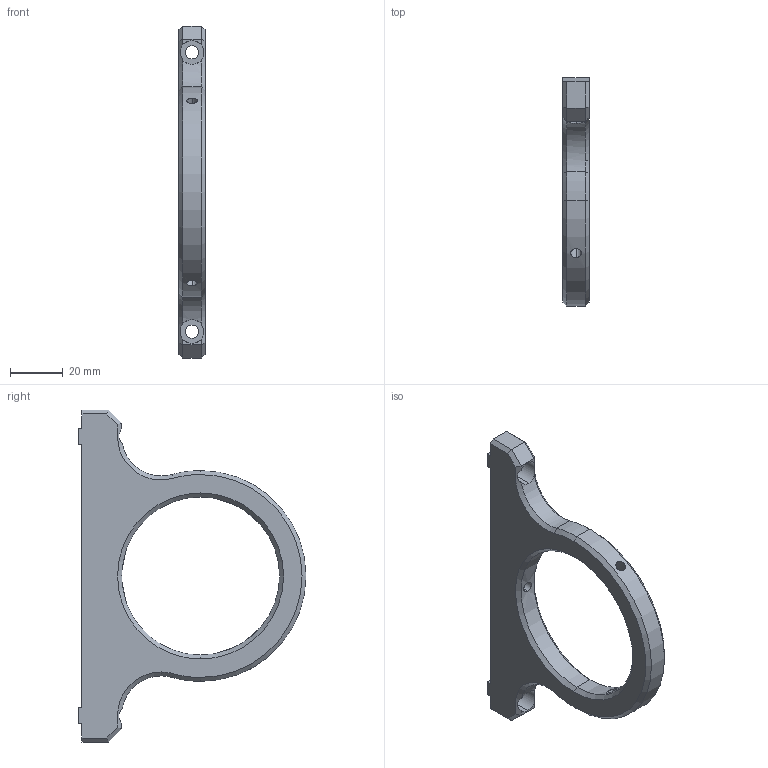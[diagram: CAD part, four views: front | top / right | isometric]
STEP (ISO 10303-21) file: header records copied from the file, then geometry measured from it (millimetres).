
FILE_DESCRIPTION (( 'STEP AP203' ), '1' );
FILE_NAME ('laser_tube_mount.STEP', '2019-06-25T20:18:26', ( '' ), ( '' ), 'SwSTEP 2.0', 'SolidWorks 2018', '' );
FILE_SCHEMA (( 'CONFIG_CONTROL_DESIGN' ));
Length unit declared in the file: inch
Products named in the file (1): laser_tube_mount
Bounding box: 10 x 86.5 x 126 mm (x, y, z)
Volume: 36811 mm3; surface area: 13907.4 mm2
Topology: 1 solids, 1 shells, 69 faces, 180 edges, 113 vertices
Faces by surface type: plane 31, cylinder 22, cone 16
Entity records: 2528 total; most frequent: CARTESIAN_POINT 739, ORIENTED_EDGE 360, DIRECTION 349, EDGE_CURVE 180, AXIS2_PLACEMENT_3D 121, VERTEX_POINT 113, LINE 107, VECTOR 107
